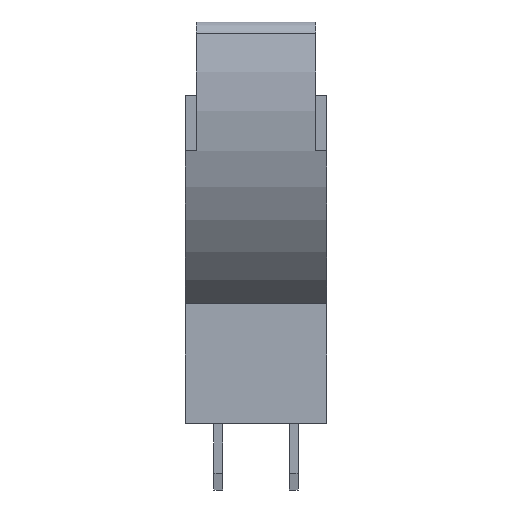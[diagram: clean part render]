
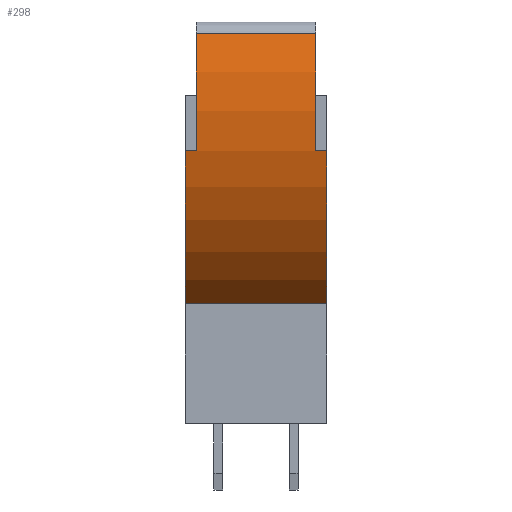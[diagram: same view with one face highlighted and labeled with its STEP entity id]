
A CAD part, left-side view. The second image highlights one B-rep face of the part: STEP entity #298.
In plain terms, the highlighted cylindrical face has radius 11.25 mm (diameter 22.5 mm), a partial arc.
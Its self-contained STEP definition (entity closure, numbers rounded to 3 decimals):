
#298 = ADVANCED_FACE( '', ( #703 ), #704, .T. );
#703 = FACE_OUTER_BOUND( '', #1225, .T. );
#704 = CYLINDRICAL_SURFACE( '', #1226, 11.25 );
#1225 = EDGE_LOOP( '', ( #2054, #2055, #2056, #2057, #2058, #2059, #2060, #2061 ) );
#1226 = AXIS2_PLACEMENT_3D( '', #2062, #2063, #2064 );
#2054 = ORIENTED_EDGE( '', *, *, #3449, .T. );
#2055 = ORIENTED_EDGE( '', *, *, #3450, .F. );
#2056 = ORIENTED_EDGE( '', *, *, #3291, .F. );
#2057 = ORIENTED_EDGE( '', *, *, #3451, .T. );
#2058 = ORIENTED_EDGE( '', *, *, #3452, .F. );
#2059 = ORIENTED_EDGE( '', *, *, #3453, .F. );
#2060 = ORIENTED_EDGE( '', *, *, #3454, .T. );
#2061 = ORIENTED_EDGE( '', *, *, #3455, .T. );
#2062 = CARTESIAN_POINT( '', ( 0., -3.2, 14.547 ) );
#2063 = DIRECTION( '', ( 0., -1., 0. ) );
#2064 = DIRECTION( '', ( 0., 0., 1. ) );
#3291 = EDGE_CURVE( '', #4011, #4014, #4015, .F. );
#3449 = EDGE_CURVE( '', #4276, #4277, #4278, .T. );
#3450 = EDGE_CURVE( '', #4014, #4277, #4279, .T. );
#3451 = EDGE_CURVE( '', #4011, #4280, #4281, .T. );
#3452 = EDGE_CURVE( '', #4282, #4280, #4283, .T. );
#3453 = EDGE_CURVE( '', #4284, #4282, #4285, .T. );
#3454 = EDGE_CURVE( '', #4284, #4286, #4287, .T. );
#3455 = EDGE_CURVE( '', #4286, #4276, #4288, .T. );
#4011 = VERTEX_POINT( '', #5024 );
#4014 = VERTEX_POINT( '', #5028 );
#4015 = LINE( '', #5029, #5030 );
#4276 = VERTEX_POINT( '', #5410 );
#4277 = VERTEX_POINT( '', #5411 );
#4278 = LINE( '', #5412, #5413 );
#4279 = CIRCLE( '', #5414, 11.25 );
#4280 = VERTEX_POINT( '', #5415 );
#4281 = CIRCLE( '', #5416, 11.25 );
#4282 = VERTEX_POINT( '', #5417 );
#4283 = LINE( '', #5418, #5419 );
#4284 = VERTEX_POINT( '', #5420 );
#4285 = CIRCLE( '', #5421, 11.25 );
#4286 = VERTEX_POINT( '', #5422 );
#4287 = LINE( '', #5423, #5424 );
#4288 = CIRCLE( '', #5425, 11.25 );
#5024 = CARTESIAN_POINT( '', ( -11.023, 3.2, 12.3 ) );
#5028 = CARTESIAN_POINT( '', ( -11.023, 2.7, 12.3 ) );
#5029 = CARTESIAN_POINT( '', ( -11.023, -3.2, 12.3 ) );
#5030 = VECTOR( '', #6185, 1000. );
#5410 = CARTESIAN_POINT( '', ( -10.831, -2.7, 17.589 ) );
#5411 = CARTESIAN_POINT( '', ( -10.831, 2.7, 17.589 ) );
#5412 = CARTESIAN_POINT( '', ( -10.831, -34.823, 17.589 ) );
#5413 = VECTOR( '', #6335, 1000. );
#5414 = AXIS2_PLACEMENT_3D( '', #6336, #6337, #6338 );
#5415 = CARTESIAN_POINT( '', ( -6.55, 3.2, 5.4 ) );
#5416 = AXIS2_PLACEMENT_3D( '', #6339, #6340, #6341 );
#5417 = CARTESIAN_POINT( '', ( -6.55, -3.2, 5.4 ) );
#5418 = CARTESIAN_POINT( '', ( -6.55, -3.2, 5.4 ) );
#5419 = VECTOR( '', #6342, 1000. );
#5420 = CARTESIAN_POINT( '', ( -11.023, -3.2, 12.3 ) );
#5421 = AXIS2_PLACEMENT_3D( '', #6343, #6344, #6345 );
#5422 = CARTESIAN_POINT( '', ( -11.023, -2.7, 12.3 ) );
#5423 = CARTESIAN_POINT( '', ( -11.023, -3.2, 12.3 ) );
#5424 = VECTOR( '', #6346, 1000. );
#5425 = AXIS2_PLACEMENT_3D( '', #6347, #6348, #6349 );
#6185 = DIRECTION( '', ( 0., 1., 0. ) );
#6335 = DIRECTION( '', ( 0., 1., 0. ) );
#6336 = CARTESIAN_POINT( '', ( 0., 2.7, 14.547 ) );
#6337 = DIRECTION( '', ( 0., 1., 0. ) );
#6338 = DIRECTION( '', ( -1., 0., 0. ) );
#6339 = CARTESIAN_POINT( '', ( 0., 3.2, 14.547 ) );
#6340 = DIRECTION( '', ( 0., -1., 0. ) );
#6341 = DIRECTION( '', ( 0., 0., -1. ) );
#6342 = DIRECTION( '', ( 0., 1., 0. ) );
#6343 = CARTESIAN_POINT( '', ( 0., -3.2, 14.547 ) );
#6344 = DIRECTION( '', ( 0., -1., 0. ) );
#6345 = DIRECTION( '', ( 0., 0., -1. ) );
#6346 = DIRECTION( '', ( 0., 1., 0. ) );
#6347 = CARTESIAN_POINT( '', ( 0., -2.7, 14.547 ) );
#6348 = DIRECTION( '', ( 0., 1., 0. ) );
#6349 = DIRECTION( '', ( 0., 0., 1. ) );
